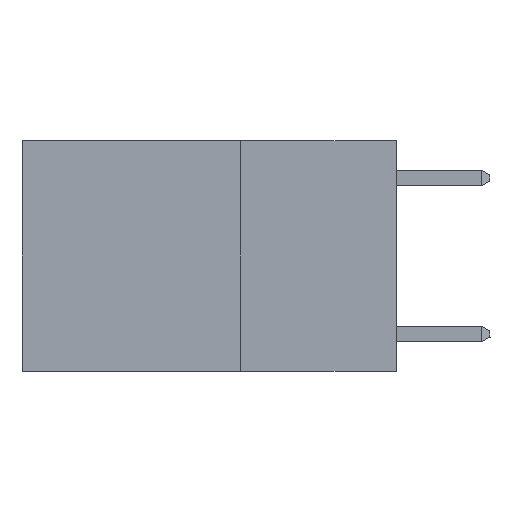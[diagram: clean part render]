
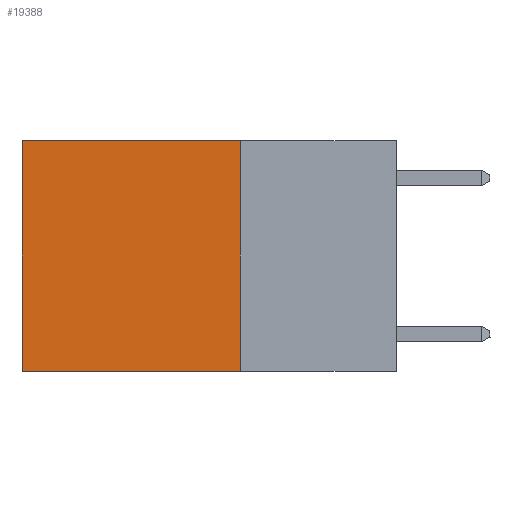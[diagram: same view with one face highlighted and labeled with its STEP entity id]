
A CAD part, left-side view. The second image highlights one B-rep face of the part: STEP entity #19388.
In plain terms, the highlighted planar face has unit normal (-1, 0, 0).
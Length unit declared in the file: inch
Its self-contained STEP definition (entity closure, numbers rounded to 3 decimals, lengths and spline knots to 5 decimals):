
#398 = ORIENTED_EDGE ( 'NONE', *, *, #8383, .F. ) ;
#669 = CARTESIAN_POINT ( 'NONE',  ( 0.2625, 0.25, 0. ) ) ;
#790 = VECTOR ( 'NONE', #20851, 39.37008 ) ;
#863 = LINE ( 'NONE', #11509, #790 ) ;
#1993 = CARTESIAN_POINT ( 'NONE',  ( 0.2625, 0.6, 0. ) ) ;
#2823 = VERTEX_POINT ( 'NONE', #9999 ) ;
#3203 = CARTESIAN_POINT ( 'NONE',  ( 0.2625, 0.6, 0. ) ) ;
#3926 = DIRECTION ( 'NONE',  ( 0., 0., -1. ) ) ;
#4797 = EDGE_CURVE ( 'NONE', #15050, #9332, #16478, .T. ) ;
#4818 = DIRECTION ( 'NONE',  ( 0., 1., 0. ) ) ;
#8383 = EDGE_CURVE ( 'NONE', #12139, #2823, #10255, .T. ) ;
#9332 = VERTEX_POINT ( 'NONE', #19140 ) ;
#9946 = VECTOR ( 'NONE', #3926, 39.37008 ) ;
#9999 = CARTESIAN_POINT ( 'NONE',  ( 0.2625, 0.25, -0.37 ) ) ;
#10255 = LINE ( 'NONE', #17091, #9946 ) ;
#11099 = EDGE_CURVE ( 'NONE', #12139, #15050, #19073, .T. ) ;
#11509 = CARTESIAN_POINT ( 'NONE',  ( 0.2625, 0.25, -0.37 ) ) ;
#11626 = ORIENTED_EDGE ( 'NONE', *, *, #11099, .T. ) ;
#11893 = ORIENTED_EDGE ( 'NONE', *, *, #4797, .T. ) ;
#11903 = DIRECTION ( 'NONE',  ( 0., 0., -1. ) ) ;
#12139 = VERTEX_POINT ( 'NONE', #669 ) ;
#12223 = AXIS2_PLACEMENT_3D ( 'NONE', #19688, #21189, #11903 ) ;
#12959 = EDGE_LOOP ( 'NONE', ( #11893, #17502, #398, #11626 ) ) ;
#13179 = CARTESIAN_POINT ( 'NONE',  ( 0.2625, 0.25, 0. ) ) ;
#14441 = EDGE_CURVE ( 'NONE', #2823, #9332, #863, .T. ) ;
#15050 = VERTEX_POINT ( 'NONE', #3203 ) ;
#15140 = FACE_OUTER_BOUND ( 'NONE', #12959, .T. ) ;
#15420 = DIRECTION ( 'NONE',  ( 0., 0., -1. ) ) ;
#15588 = VECTOR ( 'NONE', #15420, 39.37008 ) ;
#16478 = LINE ( 'NONE', #1993, #15588 ) ;
#17091 = CARTESIAN_POINT ( 'NONE',  ( 0.2625, 0.25, 0. ) ) ;
#17502 = ORIENTED_EDGE ( 'NONE', *, *, #14441, .F. ) ;
#18220 = PLANE ( 'NONE',  #12223 ) ;
#18999 = VECTOR ( 'NONE', #4818, 39.37008 ) ;
#19073 = LINE ( 'NONE', #13179, #18999 ) ;
#19140 = CARTESIAN_POINT ( 'NONE',  ( 0.2625, 0.6, -0.37 ) ) ;
#19388 = ADVANCED_FACE ( 'NONE', ( #15140 ), #18220, .F. ) ;
#19688 = CARTESIAN_POINT ( 'NONE',  ( 0.2625, 0.25, 0. ) ) ;
#20851 = DIRECTION ( 'NONE',  ( 0., 1., 0. ) ) ;
#21189 = DIRECTION ( 'NONE',  ( 1., 0., 0. ) ) ;
